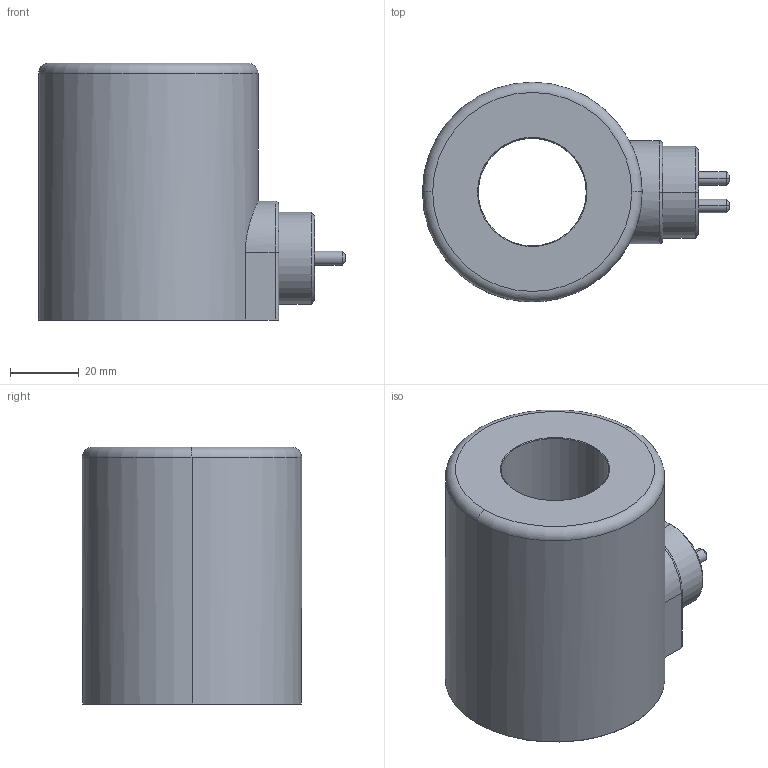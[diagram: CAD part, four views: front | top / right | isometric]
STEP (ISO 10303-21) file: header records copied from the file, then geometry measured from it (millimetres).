
FILE_DESCRIPTION (( 'STEP AP214' ), '1' );
FILE_NAME ('Magnetspule_64_Kostal.STEP', '2016-07-19T09:52:40', ( '' ), ( '' ), 'SwSTEP 2.0', 'SolidWorks 2014', '' );
FILE_SCHEMA (( 'AUTOMOTIVE_DESIGN' ));
Length unit declared in the file: millimetre
Products named in the file (1): Magnetspule_64_Kostal
Bounding box: 89.5 x 64 x 75 mm (x, y, z)
Volume: 194960.3 mm3; surface area: 29390.8 mm2
Topology: 1 solids, 1 shells, 55 faces, 121 edges, 75 vertices
Faces by surface type: cylinder 24, plane 15, cone 12, torus 4
Entity records: 2219 total; most frequent: CARTESIAN_POINT 304, DIRECTION 300, ORIENTED_EDGE 242, AXIS2_PLACEMENT_3D 125, EDGE_CURVE 121, VERTEX_POINT 75, CIRCLE 69, EDGE_LOOP 64
